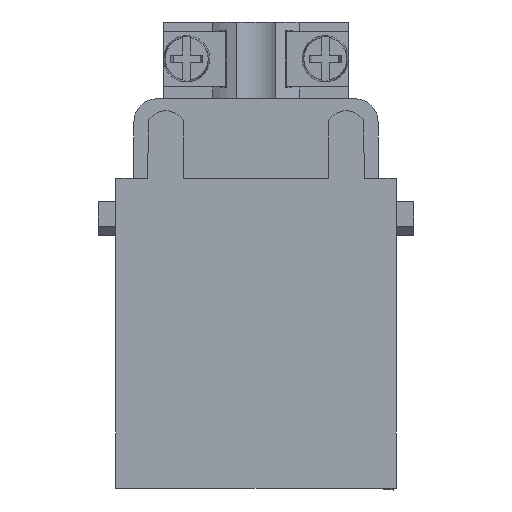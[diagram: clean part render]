
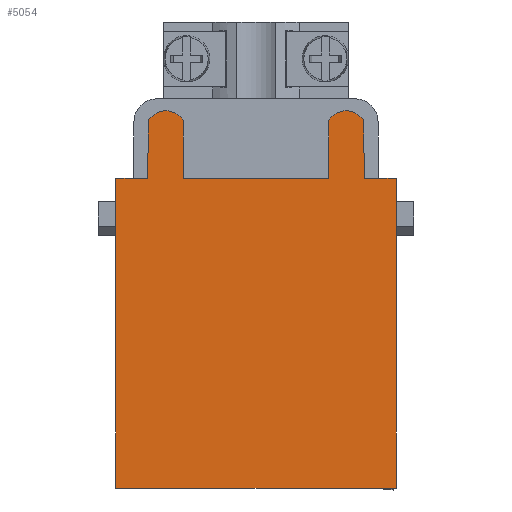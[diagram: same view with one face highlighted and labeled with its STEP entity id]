
A CAD part, left-side view. The second image highlights one B-rep face of the part: STEP entity #5054.
In plain terms, the highlighted planar face has unit normal (-1, 0, 0).
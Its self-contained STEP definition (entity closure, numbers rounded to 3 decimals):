
#4947=AXIS2_PLACEMENT_3D('Plane Axis2P3D',#4944,#4945,#4946) ;
#4974=AXIS2_PLACEMENT_3D('Circle Axis2P3D',#4972,#4973,$) ;
#4981=AXIS2_PLACEMENT_3D('Circle Axis2P3D',#4979,#4980,$) ;
#5028=AXIS2_PLACEMENT_3D('Circle Axis2P3D',#5026,#5027,$) ;
#5035=AXIS2_PLACEMENT_3D('Circle Axis2P3D',#5033,#5034,$) ;
#4787=CARTESIAN_POINT('Line Origine',(0.,1.9,16.95)) ;
#4791=CARTESIAN_POINT('Vertex',(0.,1.9,33.7)) ;
#4793=CARTESIAN_POINT('Vertex',(0.,1.9,0.2)) ;
#4944=CARTESIAN_POINT('Axis2P3D Location',(0.,32.05,14.8)) ;
#4949=CARTESIAN_POINT('Line Origine',(0.,9.2,36.805)) ;
#4953=CARTESIAN_POINT('Vertex',(0.,9.2,33.7)) ;
#4955=CARTESIAN_POINT('Vertex',(0.,9.2,39.909)) ;
#4958=CARTESIAN_POINT('Line Origine',(0.,17.05,33.7)) ;
#4962=CARTESIAN_POINT('Vertex',(0.,24.9,33.7)) ;
#4965=CARTESIAN_POINT('Line Origine',(0.,24.9,36.805)) ;
#4969=CARTESIAN_POINT('Vertex',(0.,24.9,39.909)) ;
#4972=CARTESIAN_POINT('Axis2P3D Location',(0.,26.8,38.8)) ;
#4976=CARTESIAN_POINT('Vertex',(0.,26.8,41.)) ;
#4979=CARTESIAN_POINT('Axis2P3D Location',(0.,26.8,38.8)) ;
#4983=CARTESIAN_POINT('Vertex',(0.,28.635,40.014)) ;
#4986=CARTESIAN_POINT('Line Origine',(0.,28.717,36.857)) ;
#4990=CARTESIAN_POINT('Vertex',(0.,28.8,33.7)) ;
#4993=CARTESIAN_POINT('Line Origine',(0.,30.5,33.7)) ;
#4997=CARTESIAN_POINT('Vertex',(0.,32.2,33.7)) ;
#5000=CARTESIAN_POINT('Line Origine',(0.,32.2,16.95)) ;
#5004=CARTESIAN_POINT('Vertex',(0.,32.2,0.2)) ;
#5007=CARTESIAN_POINT('Line Origine',(0.,17.05,0.2)) ;
#5012=CARTESIAN_POINT('Line Origine',(0.,3.6,33.7)) ;
#5016=CARTESIAN_POINT('Vertex',(0.,5.3,33.7)) ;
#5019=CARTESIAN_POINT('Line Origine',(0.,5.383,36.857)) ;
#5023=CARTESIAN_POINT('Vertex',(0.,5.465,40.014)) ;
#5026=CARTESIAN_POINT('Axis2P3D Location',(0.,7.3,38.8)) ;
#5030=CARTESIAN_POINT('Vertex',(0.,7.3,41.)) ;
#5033=CARTESIAN_POINT('Axis2P3D Location',(0.,7.3,38.8)) ;
#4788=DIRECTION('Vector Direction',(0.,0.,-1.)) ;
#4945=DIRECTION('Axis2P3D Direction',(1.,0.,0.)) ;
#4946=DIRECTION('Axis2P3D XDirection',(0.,1.,0.)) ;
#4950=DIRECTION('Vector Direction',(0.,0.,1.)) ;
#4959=DIRECTION('Vector Direction',(0.,-1.,0.)) ;
#4966=DIRECTION('Vector Direction',(0.,0.,-1.)) ;
#4973=DIRECTION('Axis2P3D Direction',(1.,0.,0.)) ;
#4980=DIRECTION('Axis2P3D Direction',(1.,0.,0.)) ;
#4987=DIRECTION('Vector Direction',(0.,-0.026,1.)) ;
#4994=DIRECTION('Vector Direction',(0.,-1.,0.)) ;
#5001=DIRECTION('Vector Direction',(0.,0.,1.)) ;
#5008=DIRECTION('Vector Direction',(0.,-1.,0.)) ;
#5013=DIRECTION('Vector Direction',(0.,-1.,0.)) ;
#5020=DIRECTION('Vector Direction',(0.,-0.026,-1.)) ;
#5027=DIRECTION('Axis2P3D Direction',(1.,0.,0.)) ;
#5034=DIRECTION('Axis2P3D Direction',(1.,0.,0.)) ;
#4789=VECTOR('Line Direction',#4788,1.) ;
#4951=VECTOR('Line Direction',#4950,1.) ;
#4960=VECTOR('Line Direction',#4959,1.) ;
#4967=VECTOR('Line Direction',#4966,1.) ;
#4988=VECTOR('Line Direction',#4987,1.) ;
#4995=VECTOR('Line Direction',#4994,1.) ;
#5002=VECTOR('Line Direction',#5001,1.) ;
#5009=VECTOR('Line Direction',#5008,1.) ;
#5014=VECTOR('Line Direction',#5013,1.) ;
#5021=VECTOR('Line Direction',#5020,1.) ;
#5039=ORIENTED_EDGE('',*,*,#4957,.F.) ;
#5040=ORIENTED_EDGE('',*,*,#4964,.F.) ;
#5041=ORIENTED_EDGE('',*,*,#4971,.F.) ;
#5042=ORIENTED_EDGE('',*,*,#4978,.F.) ;
#5043=ORIENTED_EDGE('',*,*,#4985,.F.) ;
#5044=ORIENTED_EDGE('',*,*,#4992,.F.) ;
#5045=ORIENTED_EDGE('',*,*,#4999,.F.) ;
#5046=ORIENTED_EDGE('',*,*,#5006,.F.) ;
#5047=ORIENTED_EDGE('',*,*,#5011,.T.) ;
#5048=ORIENTED_EDGE('',*,*,#4795,.F.) ;
#5049=ORIENTED_EDGE('',*,*,#5018,.F.) ;
#5050=ORIENTED_EDGE('',*,*,#5025,.F.) ;
#5051=ORIENTED_EDGE('',*,*,#5032,.F.) ;
#5052=ORIENTED_EDGE('',*,*,#5037,.F.) ;
#5054=ADVANCED_FACE('Hauptk\X2\00F6\X0\rper',(#5053),#4948,.F.) ;
#4975=CIRCLE('generated circle',#4974,2.2) ;
#4982=CIRCLE('generated circle',#4981,2.2) ;
#5029=CIRCLE('generated circle',#5028,2.2) ;
#5036=CIRCLE('generated circle',#5035,2.2) ;
#4795=EDGE_CURVE('',#4792,#4794,#4790,.T.) ;
#4957=EDGE_CURVE('',#4954,#4956,#4952,.T.) ;
#4964=EDGE_CURVE('',#4963,#4954,#4961,.T.) ;
#4971=EDGE_CURVE('',#4970,#4963,#4968,.T.) ;
#4978=EDGE_CURVE('',#4977,#4970,#4975,.T.) ;
#4985=EDGE_CURVE('',#4984,#4977,#4982,.T.) ;
#4992=EDGE_CURVE('',#4991,#4984,#4989,.T.) ;
#4999=EDGE_CURVE('',#4998,#4991,#4996,.T.) ;
#5006=EDGE_CURVE('',#5005,#4998,#5003,.T.) ;
#5011=EDGE_CURVE('',#5005,#4794,#5010,.T.) ;
#5018=EDGE_CURVE('',#5017,#4792,#5015,.T.) ;
#5025=EDGE_CURVE('',#5024,#5017,#5022,.T.) ;
#5032=EDGE_CURVE('',#5031,#5024,#5029,.T.) ;
#5037=EDGE_CURVE('',#4956,#5031,#5036,.T.) ;
#5038=EDGE_LOOP('',(#5039,#5040,#5041,#5042,#5043,#5044,#5045,#5046,#5047,#5048,#5049,#5050,#5051,#5052)) ;
#5053=FACE_OUTER_BOUND('',#5038,.T.) ;
#4790=LINE('Line',#4787,#4789) ;
#4952=LINE('Line',#4949,#4951) ;
#4961=LINE('Line',#4958,#4960) ;
#4968=LINE('Line',#4965,#4967) ;
#4989=LINE('Line',#4986,#4988) ;
#4996=LINE('Line',#4993,#4995) ;
#5003=LINE('Line',#5000,#5002) ;
#5010=LINE('Line',#5007,#5009) ;
#5015=LINE('Line',#5012,#5014) ;
#5022=LINE('Line',#5019,#5021) ;
#4948=PLANE('',#4947) ;
#4792=VERTEX_POINT('',#4791) ;
#4794=VERTEX_POINT('',#4793) ;
#4954=VERTEX_POINT('',#4953) ;
#4956=VERTEX_POINT('',#4955) ;
#4963=VERTEX_POINT('',#4962) ;
#4970=VERTEX_POINT('',#4969) ;
#4977=VERTEX_POINT('',#4976) ;
#4984=VERTEX_POINT('',#4983) ;
#4991=VERTEX_POINT('',#4990) ;
#4998=VERTEX_POINT('',#4997) ;
#5005=VERTEX_POINT('',#5004) ;
#5017=VERTEX_POINT('',#5016) ;
#5024=VERTEX_POINT('',#5023) ;
#5031=VERTEX_POINT('',#5030) ;
